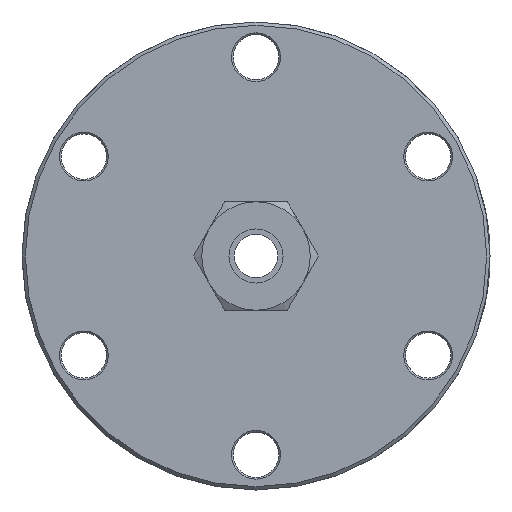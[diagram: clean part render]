
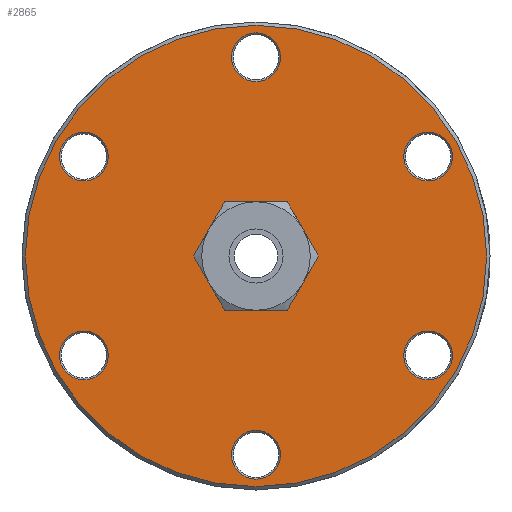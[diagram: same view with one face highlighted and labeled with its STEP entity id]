
A CAD part, front view. The second image highlights one B-rep face of the part: STEP entity #2865.
In plain terms, the highlighted planar face has unit normal (0, -1, 0).
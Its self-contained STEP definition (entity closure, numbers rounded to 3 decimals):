
#234=FACE_BOUND('',#548,.T.);
#235=FACE_BOUND('',#549,.T.);
#236=FACE_BOUND('',#550,.T.);
#237=FACE_BOUND('',#551,.T.);
#238=FACE_BOUND('',#552,.T.);
#239=FACE_BOUND('',#553,.T.);
#240=FACE_BOUND('',#554,.T.);
#262=PLANE('',#3109);
#371=FACE_OUTER_BOUND('',#547,.T.);
#547=EDGE_LOOP('',(#1943));
#548=EDGE_LOOP('',(#1944));
#549=EDGE_LOOP('',(#1945));
#550=EDGE_LOOP('',(#1946));
#551=EDGE_LOOP('',(#1947));
#552=EDGE_LOOP('',(#1948));
#553=EDGE_LOOP('',(#1949));
#554=EDGE_LOOP('',(#1950));
#1063=CIRCLE('',#3103,6.858);
#1067=CIRCLE('',#3108,34.05);
#1068=CIRCLE('',#3110,3.6);
#1069=CIRCLE('',#3111,3.6);
#1070=CIRCLE('',#3112,3.6);
#1071=CIRCLE('',#3113,3.6);
#1072=CIRCLE('',#3114,3.6);
#1073=CIRCLE('',#3115,3.6);
#1192=VERTEX_POINT('',#4142);
#1196=VERTEX_POINT('',#4152);
#1197=VERTEX_POINT('',#4156);
#1198=VERTEX_POINT('',#4158);
#1199=VERTEX_POINT('',#4160);
#1200=VERTEX_POINT('',#4162);
#1201=VERTEX_POINT('',#4164);
#1202=VERTEX_POINT('',#4166);
#1483=EDGE_CURVE('',#1192,#1192,#1063,.T.);
#1489=EDGE_CURVE('',#1196,#1196,#1067,.T.);
#1490=EDGE_CURVE('',#1197,#1197,#1068,.T.);
#1491=EDGE_CURVE('',#1198,#1198,#1069,.T.);
#1492=EDGE_CURVE('',#1199,#1199,#1070,.T.);
#1493=EDGE_CURVE('',#1200,#1200,#1071,.T.);
#1494=EDGE_CURVE('',#1201,#1201,#1072,.T.);
#1495=EDGE_CURVE('',#1202,#1202,#1073,.T.);
#1943=ORIENTED_EDGE('',*,*,#1489,.F.);
#1944=ORIENTED_EDGE('',*,*,#1483,.T.);
#1945=ORIENTED_EDGE('',*,*,#1490,.F.);
#1946=ORIENTED_EDGE('',*,*,#1491,.F.);
#1947=ORIENTED_EDGE('',*,*,#1492,.F.);
#1948=ORIENTED_EDGE('',*,*,#1493,.F.);
#1949=ORIENTED_EDGE('',*,*,#1494,.F.);
#1950=ORIENTED_EDGE('',*,*,#1495,.F.);
#2865=ADVANCED_FACE('',(#371,#234,#235,#236,#237,#238,#239,#240),#262,.T.);
#3103=AXIS2_PLACEMENT_3D('',#4143,#3400,#3401);
#3108=AXIS2_PLACEMENT_3D('',#4154,#3412,#3413);
#3109=AXIS2_PLACEMENT_3D('',#4155,#3414,#3415);
#3110=AXIS2_PLACEMENT_3D('',#4157,#3416,#3417);
#3111=AXIS2_PLACEMENT_3D('',#4159,#3418,#3419);
#3112=AXIS2_PLACEMENT_3D('',#4161,#3420,#3421);
#3113=AXIS2_PLACEMENT_3D('',#4163,#3422,#3423);
#3114=AXIS2_PLACEMENT_3D('',#4165,#3424,#3425);
#3115=AXIS2_PLACEMENT_3D('',#4167,#3426,#3427);
#3400=DIRECTION('center_axis',(0.,1.,0.));
#3401=DIRECTION('ref_axis',(-1.,0.,0.));
#3412=DIRECTION('center_axis',(0.,1.,0.));
#3413=DIRECTION('ref_axis',(1.,0.,0.));
#3414=DIRECTION('center_axis',(0.,-1.,0.));
#3415=DIRECTION('ref_axis',(0.,0.,-1.));
#3416=DIRECTION('center_axis',(0.,-1.,0.));
#3417=DIRECTION('ref_axis',(0.5,0.,0.866));
#3418=DIRECTION('center_axis',(0.,-1.,0.));
#3419=DIRECTION('ref_axis',(-1.,0.,0.));
#3420=DIRECTION('center_axis',(0.,-1.,0.));
#3421=DIRECTION('ref_axis',(0.5,0.,-0.866));
#3422=DIRECTION('center_axis',(0.,-1.,0.));
#3423=DIRECTION('ref_axis',(1.,0.,0.));
#3424=DIRECTION('center_axis',(0.,-1.,0.));
#3425=DIRECTION('ref_axis',(-0.5,0.,-0.866));
#3426=DIRECTION('center_axis',(0.,-1.,0.));
#3427=DIRECTION('ref_axis',(-0.5,0.,0.866));
#4142=CARTESIAN_POINT('',(6.858,0.,0.));
#4143=CARTESIAN_POINT('Origin',(0.,0.,0.));
#4152=CARTESIAN_POINT('',(-34.05,0.,0.));
#4154=CARTESIAN_POINT('Origin',(0.,0.,0.));
#4155=CARTESIAN_POINT('Origin',(-34.55,0.,0.));
#4156=CARTESIAN_POINT('',(23.618,0.,-17.793));
#4157=CARTESIAN_POINT('Origin',(25.418,0.,-14.675));
#4158=CARTESIAN_POINT('',(3.6,0.,29.35));
#4159=CARTESIAN_POINT('Origin',(0.,0.,29.35));
#4160=CARTESIAN_POINT('',(-27.218,0.,-11.557));
#4161=CARTESIAN_POINT('Origin',(-25.418,0.,-14.675));
#4162=CARTESIAN_POINT('',(-3.6,0.,-29.35));
#4163=CARTESIAN_POINT('Origin',(0.,0.,-29.35));
#4164=CARTESIAN_POINT('',(-23.618,0.,17.793));
#4165=CARTESIAN_POINT('Origin',(-25.418,0.,14.675));
#4166=CARTESIAN_POINT('',(27.218,0.,11.557));
#4167=CARTESIAN_POINT('Origin',(25.418,0.,14.675));
